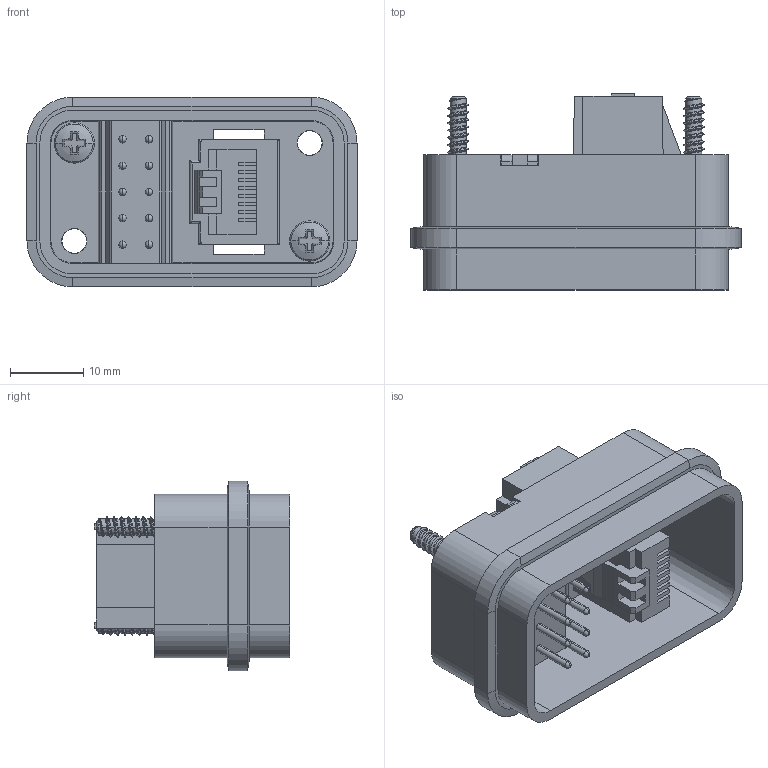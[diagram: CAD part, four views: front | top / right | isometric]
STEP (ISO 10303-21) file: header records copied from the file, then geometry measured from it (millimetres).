
FILE_DESCRIPTION((''),'2;1');
FILE_NAME('3D_1300000100001_HQ-RJ45_10-MC','2021-07-01T',('cc.ye'),(''),'PRO/ENGINEER BY PARAMETRIC TECHNOLOGY CORPORATION, 2010280','PRO/ENGINEER BY PARAMETRIC TECHNOLOGY CORPORATION, 2010280','');
FILE_SCHEMA(('AUTOMOTIVE_DESIGN { 1 0 10303 214 1 1 1 1 }'));
Length unit declared in the file: millimetre
Products named in the file (1): 3D_1300000100001_HQ-RJ45_10-MC
Bounding box: 45.15 x 26.8 x 25.95 mm (x, y, z)
Volume: 9078.8 mm3; surface area: 9172.4 mm2
Topology: 1 solids, 1 shells, 649 faces, 1702 edges, 1071 vertices
Faces by surface type: plane 278, cylinder 140, bspline 102, cone 97, sphere 24, torus 8
Entity records: 35146 total; most frequent: CARTESIAN_POINT 15947, ORIENTED_EDGE 3364, DIRECTION 2957, EDGE_CURVE 1682, VERTEX_POINT 1071, AXIS2_PLACEMENT_3D 1018, VECTOR 921, LINE 921
